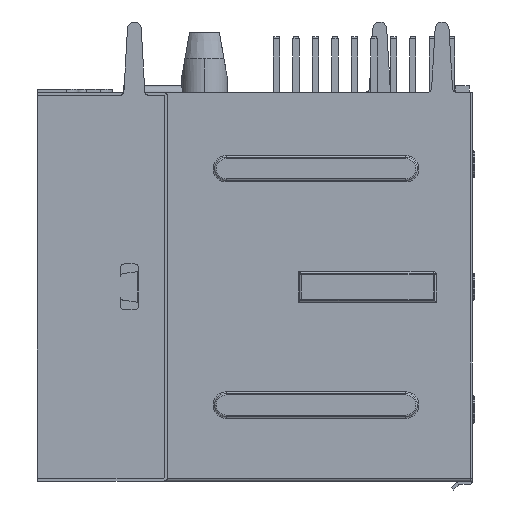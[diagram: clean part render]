
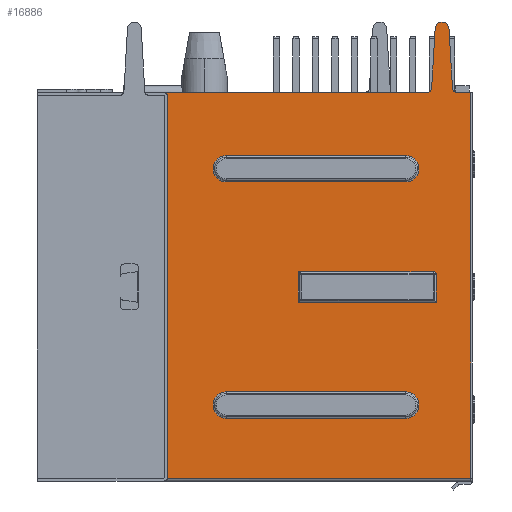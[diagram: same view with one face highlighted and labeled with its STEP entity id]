
A CAD part, left-side view. The second image highlights one B-rep face of the part: STEP entity #16886.
In plain terms, the highlighted planar face has unit normal (-1, 0, 0).
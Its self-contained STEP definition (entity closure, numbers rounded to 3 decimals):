
#3370=DIRECTION('',(0.,-1.,0.));
#3371=VECTOR('',#3370,17.191);
#3372=CARTESIAN_POINT('',(-8.605,6.04,12.67));
#3373=LINE('',#3372,#3371);
#3374=CARTESIAN_POINT('',(-8.605,-11.151,12.97));
#3375=DIRECTION('',(-1.,0.,0.));
#3376=DIRECTION('',(0.,0.,-1.));
#3377=AXIS2_PLACEMENT_3D('',#3374,#3375,#3376);
#3379=DIRECTION('',(0.,-0.059,0.998));
#3380=VECTOR('',#3379,3.901);
#3381=CARTESIAN_POINT('',(-8.605,-11.45,12.952));
#3382=LINE('',#3381,#3380);
#3383=CARTESIAN_POINT('',(-8.605,-12.13,16.82));
#3384=DIRECTION('',(1.,0.,0.));
#3385=DIRECTION('',(0.,0.998,0.059));
#3386=AXIS2_PLACEMENT_3D('',#3383,#3384,#3385);
#3388=CARTESIAN_POINT('',(-8.605,-12.13,16.82));
#3389=DIRECTION('',(1.,0.,0.));
#3390=DIRECTION('',(0.,0.,1.));
#3391=AXIS2_PLACEMENT_3D('',#3388,#3389,#3390);
#3393=DIRECTION('',(0.,-0.059,-0.998));
#3394=VECTOR('',#3393,3.901);
#3395=CARTESIAN_POINT('',(-8.605,-12.579,16.847));
#3396=LINE('',#3395,#3394);
#3397=CARTESIAN_POINT('',(-8.605,-13.109,12.97));
#3398=DIRECTION('',(-1.,0.,0.));
#3399=DIRECTION('',(0.,0.998,-0.059));
#3400=AXIS2_PLACEMENT_3D('',#3397,#3398,#3399);
#3402=DIRECTION('',(0.,-1.,0.));
#3403=VECTOR('',#3402,0.891);
#3404=CARTESIAN_POINT('',(-8.605,-13.109,12.67));
#3405=LINE('',#3404,#3403);
#3406=CARTESIAN_POINT('',(-8.605,6.04,-12.37));
#3407=DIRECTION('',(-1.,0.,0.));
#3408=DIRECTION('',(0.,-0.943,-0.333));
#3409=AXIS2_PLACEMENT_3D('',#3406,#3407,#3408);
#3411=DIRECTION('',(0.,0.,1.));
#3412=VECTOR('',#3411,24.74);
#3413=CARTESIAN_POINT('',(-8.605,5.74,-12.37));
#3414=LINE('',#3413,#3412);
#3415=CARTESIAN_POINT('',(-8.605,6.04,12.37));
#3416=DIRECTION('',(-1.,0.,0.));
#3417=DIRECTION('',(0.,-1.,0.));
#3418=AXIS2_PLACEMENT_3D('',#3415,#3416,#3417);
#3420=CARTESIAN_POINT('',(-8.605,-11.75,
0.8));
#3421=CARTESIAN_POINT('',(-8.605,-11.75,
0.812));
#3422=CARTESIAN_POINT('',(-8.605,-11.748,
0.835));
#3423=CARTESIAN_POINT('',(-8.605,-11.739,
0.869));
#3424=CARTESIAN_POINT('',(-8.605,-11.729,
0.89));
#3425=CARTESIAN_POINT('',(-8.605,-11.723,
0.9));
#3427=CARTESIAN_POINT('',(-8.605,-11.55,0.8));
#3428=DIRECTION('',(-1.,0.,0.));
#3429=DIRECTION('',(0.,-0.866,0.5));
#3430=AXIS2_PLACEMENT_3D('',#3427,#3428,#3429);
#3432=CARTESIAN_POINT('',(-8.605,1.94,7.7));
#3433=DIRECTION('',(-1.,0.,0.));
#3434=DIRECTION('',(0.,0.,1.));
#3435=AXIS2_PLACEMENT_3D('',#3432,#3433,#3434);
#3437=CARTESIAN_POINT('',(-8.605,-9.76,7.7));
#3438=DIRECTION('',(-1.,0.,0.));
#3439=DIRECTION('',(0.,0.,-1.));
#3440=AXIS2_PLACEMENT_3D('',#3437,#3438,#3439);
#3442=CARTESIAN_POINT('',(-8.605,1.94,-7.7));
#3443=DIRECTION('',(-1.,0.,0.));
#3444=DIRECTION('',(0.,0.,1.));
#3445=AXIS2_PLACEMENT_3D('',#3442,#3443,#3444);
#3447=CARTESIAN_POINT('',(-8.605,-9.76,-7.7));
#3448=DIRECTION('',(-1.,0.,0.));
#3449=DIRECTION('',(0.,0.,-1.));
#3450=AXIS2_PLACEMENT_3D('',#3447,#3448,#3449);
#3468=DIRECTION('',(0.,0.,1.));
#3469=VECTOR('',#3468,25.14);
#3470=CARTESIAN_POINT('',(-8.605,-14.,-12.47));
#3471=LINE('',#3470,#3469);
#4458=DIRECTION('',(0.,-1.,0.));
#4459=VECTOR('',#4458,19.757);
#4460=CARTESIAN_POINT('',(-8.605,5.757,-12.47));
#4461=LINE('',#4460,#4459);
#5356=DIRECTION('',(0.,0.,-1.));
#5357=VECTOR('',#5356,1.8);
#5358=CARTESIAN_POINT('',(-8.605,-11.75,
0.8));
#5359=LINE('',#5358,#5357);
#5360=DIRECTION('',(0.,1.,0.));
#5361=VECTOR('',#5360,9.);
#5362=CARTESIAN_POINT('',(-8.605,-11.75,-1.));
#5363=LINE('',#5362,#5361);
#5376=DIRECTION('',(0.,0.,1.));
#5377=VECTOR('',#5376,2.);
#5378=CARTESIAN_POINT('',(-8.605,-2.75,-1.));
#5379=LINE('',#5378,#5377);
#5409=DIRECTION('',(0.,-1.,0.));
#5410=VECTOR('',#5409,8.8);
#5411=CARTESIAN_POINT('',(-8.605,-2.75,
1.));
#5412=LINE('',#5411,#5410);
#5535=DIRECTION('',(0.,-1.,0.));
#5536=VECTOR('',#5535,11.7);
#5537=CARTESIAN_POINT('',(-8.605,1.94,8.56));
#5538=LINE('',#5537,#5536);
#5563=DIRECTION('',(0.,1.,0.));
#5564=VECTOR('',#5563,11.7);
#5565=CARTESIAN_POINT('',(-8.605,-9.76,6.84));
#5566=LINE('',#5565,#5564);
#5629=DIRECTION('',(0.,-1.,0.));
#5630=VECTOR('',#5629,11.7);
#5631=CARTESIAN_POINT('',(-8.605,1.94,-6.84));
#5632=LINE('',#5631,#5630);
#5657=DIRECTION('',(0.,1.,0.));
#5658=VECTOR('',#5657,11.7);
#5659=CARTESIAN_POINT('',(-8.605,-9.76,-8.56));
#5660=LINE('',#5659,#5658);
#9581=CARTESIAN_POINT('',(-8.605,-13.109,12.67));
#9583=VERTEX_POINT('',#9581);
#9586=CARTESIAN_POINT('',(-8.605,-11.151,12.67));
#9587=VERTEX_POINT('',#9586);
#9588=CARTESIAN_POINT('',(-8.605,6.04,12.67));
#9589=VERTEX_POINT('',#9588);
#9660=CARTESIAN_POINT('',(-8.605,-14.,12.67));
#9661=VERTEX_POINT('',#9660);
#9686=CARTESIAN_POINT('',(-8.605,-12.81,12.952));
#9688=VERTEX_POINT('',#9686);
#9692=CARTESIAN_POINT('',(-8.605,-12.579,16.847));
#9693=VERTEX_POINT('',#9692);
#9700=CARTESIAN_POINT('',(-8.605,-12.13,17.27));
#9701=VERTEX_POINT('',#9700);
#9702=CARTESIAN_POINT('',(-8.605,-11.45,12.952));
#9703=VERTEX_POINT('',#9702);
#9704=CARTESIAN_POINT('',(-8.605,-11.681,16.847));
#9705=VERTEX_POINT('',#9704);
#9706=CARTESIAN_POINT('',(-8.605,-14.,-12.47));
#9707=VERTEX_POINT('',#9706);
#9708=CARTESIAN_POINT('',(-8.605,5.757,-12.47));
#9709=VERTEX_POINT('',#9708);
#9710=CARTESIAN_POINT('',(-8.605,5.74,-12.37));
#9711=VERTEX_POINT('',#9710);
#9712=CARTESIAN_POINT('',(-8.605,5.74,12.37));
#9713=VERTEX_POINT('',#9712);
#9714=CARTESIAN_POINT('',(-8.605,-11.75,
0.8));
#9715=CARTESIAN_POINT('',(-8.605,-11.75,-1.));
#9716=VERTEX_POINT('',#9714);
#9717=VERTEX_POINT('',#9715);
#9718=VERTEX_POINT('',#3425);
#9719=CARTESIAN_POINT('',(-8.605,-11.55,
1.));
#9720=VERTEX_POINT('',#9719);
#9721=CARTESIAN_POINT('',(-8.605,-2.75,
1.));
#9722=VERTEX_POINT('',#9721);
#9723=CARTESIAN_POINT('',(-8.605,-2.75,-1.));
#9724=VERTEX_POINT('',#9723);
#9725=CARTESIAN_POINT('',(-8.605,1.94,8.56));
#9726=CARTESIAN_POINT('',(-8.605,1.94,6.84));
#9727=VERTEX_POINT('',#9725);
#9728=VERTEX_POINT('',#9726);
#9729=CARTESIAN_POINT('',(-8.605,-9.76,6.84));
#9730=VERTEX_POINT('',#9729);
#9731=CARTESIAN_POINT('',(-8.605,-9.76,8.56));
#9732=VERTEX_POINT('',#9731);
#9733=CARTESIAN_POINT('',(-8.605,1.94,-6.84));
#9734=CARTESIAN_POINT('',(-8.605,1.94,-8.56));
#9735=VERTEX_POINT('',#9733);
#9736=VERTEX_POINT('',#9734);
#9737=CARTESIAN_POINT('',(-8.605,-9.76,-8.56));
#9738=VERTEX_POINT('',#9737);
#9739=CARTESIAN_POINT('',(-8.605,-9.76,-6.84));
#9740=VERTEX_POINT('',#9739);
#16824=CARTESIAN_POINT('',(-8.605,-3.98,2.4));
#16825=DIRECTION('',(1.,0.,0.));
#16826=DIRECTION('',(0.,0.,1.));
#16827=AXIS2_PLACEMENT_3D('',#16824,#16825,#16826);
#16828=PLANE('',#16827);
#16829=ORIENTED_EDGE('',*,*,#16650,.T.);
#16831=ORIENTED_EDGE('',*,*,#16830,.T.);
#16833=ORIENTED_EDGE('',*,*,#16832,.T.);
#16835=ORIENTED_EDGE('',*,*,#16834,.T.);
#16836=ORIENTED_EDGE('',*,*,#16817,.T.);
#16837=ORIENTED_EDGE('',*,*,#16784,.T.);
#16838=ORIENTED_EDGE('',*,*,#16771,.T.);
#16839=ORIENTED_EDGE('',*,*,#16728,.T.);
#16841=ORIENTED_EDGE('',*,*,#16840,.F.);
#16843=ORIENTED_EDGE('',*,*,#16842,.F.);
#16845=ORIENTED_EDGE('',*,*,#16844,.T.);
#16847=ORIENTED_EDGE('',*,*,#16846,.T.);
#16849=ORIENTED_EDGE('',*,*,#16848,.T.);
#16850=EDGE_LOOP('',(#16829,#16831,#16833,#16835,#16836,#16837,#16838,#16839,
#16841,#16843,#16845,#16847,#16849));
#16851=FACE_OUTER_BOUND('',#16850,.F.);
#16853=ORIENTED_EDGE('',*,*,#16852,.F.);
#16855=ORIENTED_EDGE('',*,*,#16854,.T.);
#16857=ORIENTED_EDGE('',*,*,#16856,.T.);
#16859=ORIENTED_EDGE('',*,*,#16858,.F.);
#16861=ORIENTED_EDGE('',*,*,#16860,.F.);
#16863=ORIENTED_EDGE('',*,*,#16862,.F.);
#16864=EDGE_LOOP('',(#16853,#16855,#16857,#16859,#16861,#16863));
#16865=FACE_BOUND('',#16864,.F.);
#16867=ORIENTED_EDGE('',*,*,#16866,.T.);
#16869=ORIENTED_EDGE('',*,*,#16868,.F.);
#16871=ORIENTED_EDGE('',*,*,#16870,.T.);
#16873=ORIENTED_EDGE('',*,*,#16872,.F.);
#16874=EDGE_LOOP('',(#16867,#16869,#16871,#16873));
#16875=FACE_BOUND('',#16874,.F.);
#16877=ORIENTED_EDGE('',*,*,#16876,.T.);
#16879=ORIENTED_EDGE('',*,*,#16878,.F.);
#16881=ORIENTED_EDGE('',*,*,#16880,.T.);
#16883=ORIENTED_EDGE('',*,*,#16882,.F.);
#16884=EDGE_LOOP('',(#16877,#16879,#16881,#16883));
#16885=FACE_BOUND('',#16884,.F.);
#16886=ADVANCED_FACE('',(#16851,#16865,#16875,#16885),#16828,.F.);
#3378=CIRCLE('',#3377,0.3);
#3387=CIRCLE('',#3386,0.45);
#3392=CIRCLE('',#3391,0.45);
#3401=CIRCLE('',#3400,0.3);
#3410=CIRCLE('',#3409,0.3);
#3419=CIRCLE('',#3418,0.3);
#3426=B_SPLINE_CURVE_WITH_KNOTS('',3,(#3420,#3421,#3422,#3423,#3424,#3425),
.UNSPECIFIED.,.F.,.F.,(4,1,1,4),(0.,0.333,0.667,1.),
.UNSPECIFIED.);
#3431=CIRCLE('',#3430,0.2);
#3436=CIRCLE('',#3435,0.86);
#3441=CIRCLE('',#3440,0.86);
#3446=CIRCLE('',#3445,0.86);
#3451=CIRCLE('',#3450,0.86);
#16650=EDGE_CURVE('',#9589,#9587,#3373,.T.);
#16728=EDGE_CURVE('',#9583,#9661,#3405,.T.);
#16771=EDGE_CURVE('',#9688,#9583,#3401,.T.);
#16784=EDGE_CURVE('',#9693,#9688,#3396,.T.);
#16817=EDGE_CURVE('',#9701,#9693,#3392,.T.);
#16830=EDGE_CURVE('',#9587,#9703,#3378,.T.);
#16832=EDGE_CURVE('',#9703,#9705,#3382,.T.);
#16834=EDGE_CURVE('',#9705,#9701,#3387,.T.);
#16840=EDGE_CURVE('',#9707,#9661,#3471,.T.);
#16842=EDGE_CURVE('',#9709,#9707,#4461,.T.);
#16844=EDGE_CURVE('',#9709,#9711,#3410,.T.);
#16846=EDGE_CURVE('',#9711,#9713,#3414,.T.);
#16848=EDGE_CURVE('',#9713,#9589,#3419,.T.);
#16852=EDGE_CURVE('',#9716,#9717,#5359,.T.);
#16854=EDGE_CURVE('',#9716,#9718,#3426,.T.);
#16856=EDGE_CURVE('',#9718,#9720,#3431,.T.);
#16858=EDGE_CURVE('',#9722,#9720,#5412,.T.);
#16860=EDGE_CURVE('',#9724,#9722,#5379,.T.);
#16862=EDGE_CURVE('',#9717,#9724,#5363,.T.);
#16866=EDGE_CURVE('',#9727,#9728,#3436,.T.);
#16868=EDGE_CURVE('',#9730,#9728,#5566,.T.);
#16870=EDGE_CURVE('',#9730,#9732,#3441,.T.);
#16872=EDGE_CURVE('',#9727,#9732,#5538,.T.);
#16876=EDGE_CURVE('',#9735,#9736,#3446,.T.);
#16878=EDGE_CURVE('',#9738,#9736,#5660,.T.);
#16880=EDGE_CURVE('',#9738,#9740,#3451,.T.);
#16882=EDGE_CURVE('',#9735,#9740,#5632,.T.);
